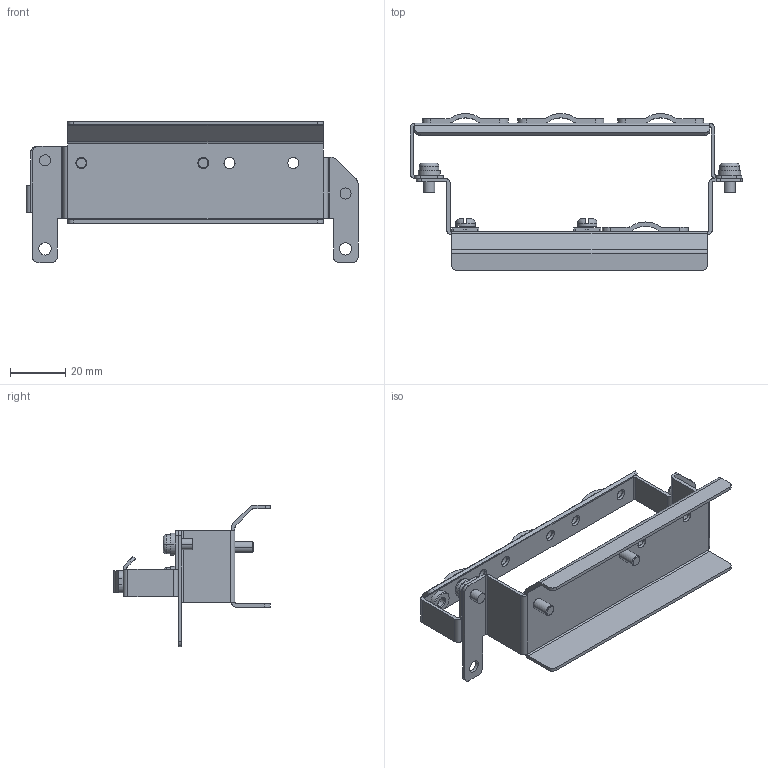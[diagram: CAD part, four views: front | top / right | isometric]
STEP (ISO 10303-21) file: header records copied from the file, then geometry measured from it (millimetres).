
FILE_DESCRIPTION (( 'STEP AP214' ), '1' );
FILE_NAME ('GS20XA-EPA.STEP', '2020-06-10T12:02:31', ( '' ), ( '' ), 'SwSTEP 2.0', 'SolidWorks 2017', '' );
FILE_SCHEMA (( 'AUTOMOTIVE_DESIGN' ));
Length unit declared in the file: inch
Products named in the file (1): GS20XA-EPA
Bounding box: 119.9 x 56.77 x 51.07 mm (x, y, z)
Volume: 13703.6 mm3; surface area: 23943 mm2
Topology: 11 solids, 11 shells, 511 faces, 1341 edges, 880 vertices
Faces by surface type: plane 259, cylinder 182, cone 60, torus 6, bspline 4
Entity records: 16345 total; most frequent: CARTESIAN_POINT 3158, DIRECTION 2772, ORIENTED_EDGE 2682, EDGE_CURVE 1341, AXIS2_PLACEMENT_3D 979, VERTEX_POINT 880, LINE 814, VECTOR 814
